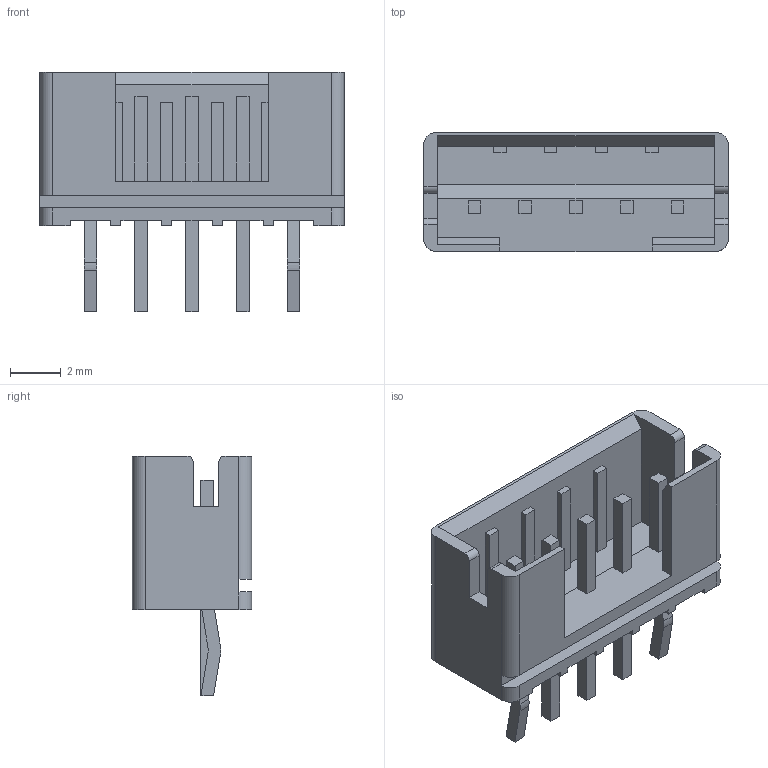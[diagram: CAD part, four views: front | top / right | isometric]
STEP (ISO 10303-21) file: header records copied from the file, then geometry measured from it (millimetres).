
FILE_DESCRIPTION(('STEP AP242'),'1');
FILE_NAME('6-440054-5.stp','2024-06-07T22:00:03',('TraceParts'),('TraceParts S.A.'),'Spatial InterOp 3D',' ',' ');
FILE_SCHEMA(('AP242_MANAGED_MODEL_BASED_3D_ENGINEERING_MIM_LF {1 0 10303 442 1 1 4}'));
Length unit declared in the file: millimetre
Products named in the file (1): 6-440054-5
Bounding box: 12 x 4.7 x 9.45 mm (x, y, z)
Volume: 140.2 mm3; surface area: 487.6 mm2
Topology: 1 solids, 1 shells, 135 faces, 365 edges, 242 vertices
Faces by surface type: plane 121, cylinder 14
Entity records: 4190 total; most frequent: CARTESIAN_POINT 743, ORIENTED_EDGE 730, DIRECTION 665, EDGE_CURVE 365, LINE 337, VECTOR 337, VERTEX_POINT 242, AXIS2_PLACEMENT_3D 164
